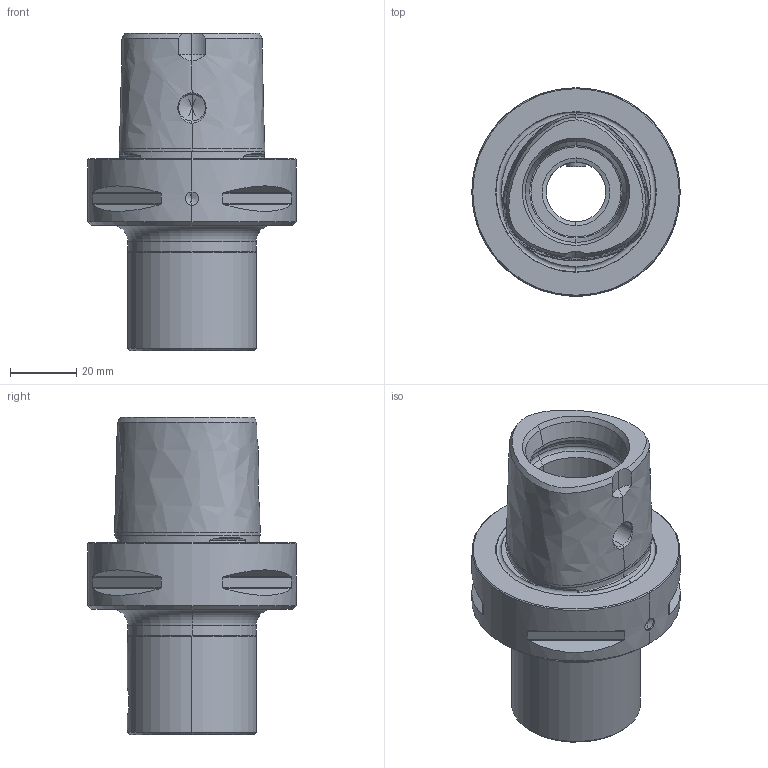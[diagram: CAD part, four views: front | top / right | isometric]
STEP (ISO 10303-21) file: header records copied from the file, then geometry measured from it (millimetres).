
FILE_DESCRIPTION(('no description'),'unknown implementation level');
FILE_NAME('8CAB7745-CBA7-4B6D-AC22-606917CB1555_export.stp',' ',('CIMSOURCE GmbH'),('CADClick - KiM GmbH - www.kimweb.de'),'unknown preprocess','ACIS','unknown authorization');
FILE_SCHEMA(('automotive_design'));
Length unit declared in the file: millimetre
Products named in the file (2): 328.035 Kaiser C6 X CK4 X 58|690.434 Kaiser ETL M8 X 11 CK4_Standard;NONE; 328.035 Kaiser C6 X CK4 X 58|328.035 Kaiser C6 X CK4 X 58_Standard;NONE
Bounding box: 63 x 63 x 96 mm (x, y, z)
Volume: 121023 mm3; surface area: 26737.4 mm2
Topology: 2 solids, 2 shells, 174 faces, 405 edges, 237 vertices
Faces by surface type: cone 56, cylinder 48, plane 46, torus 16, bspline 8
Entity records: 15511 total; most frequent: CARTESIAN_POINT 7018, DIRECTION 826, STYLED_ITEM 812, PRESENTATION_STYLE_ASSIGNMENT 812, COLOUR_RGB 812, ORIENTED_EDGE 798, EDGE_CURVE 399, CURVE_STYLE 399
